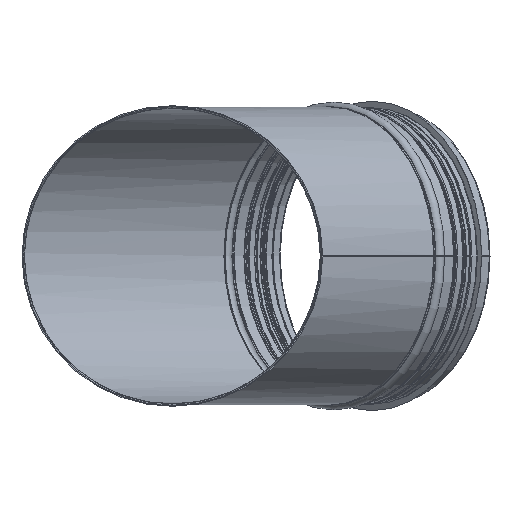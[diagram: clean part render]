
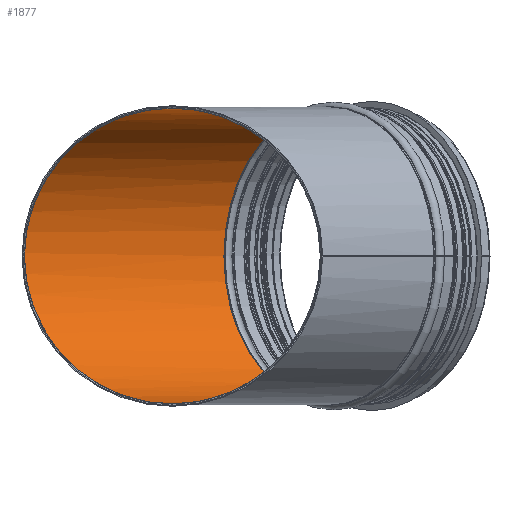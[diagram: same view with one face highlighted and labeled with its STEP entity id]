
A CAD part, front view. The second image highlights one B-rep face of the part: STEP entity #1877.
In plain terms, the highlighted cylindrical face has radius 157.5 mm (diameter 315 mm), a partial arc.
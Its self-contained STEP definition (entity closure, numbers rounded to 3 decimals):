
#110=CYLINDRICAL_SURFACE('',#2099,157.5);
#206=CIRCLE('',#2098,157.5);
#249=ELLIPSE('',#1973,170.477,157.5);
#335=FACE_OUTER_BOUND('',#463,.T.);
#463=EDGE_LOOP('',(#1462,#1463,#1464,#1465));
#592=LINE('',#3062,#704);
#632=LINE('',#3225,#744);
#704=VECTOR('',#2444,170.933);
#744=VECTOR('',#2648,170.933);
#777=VERTEX_POINT('',#2934);
#778=VERTEX_POINT('',#2936);
#819=VERTEX_POINT('',#3058);
#820=VERTEX_POINT('',#3064);
#932=EDGE_CURVE('',#778,#777,#249,.T.);
#995=EDGE_CURVE('',#819,#778,#592,.T.);
#1076=EDGE_CURVE('',#820,#819,#206,.T.);
#1077=EDGE_CURVE('',#820,#777,#632,.T.);
#1462=ORIENTED_EDGE('',*,*,#932,.T.);
#1463=ORIENTED_EDGE('',*,*,#1077,.F.);
#1464=ORIENTED_EDGE('',*,*,#1076,.T.);
#1465=ORIENTED_EDGE('',*,*,#995,.T.);
#1877=ADVANCED_FACE('',(#335),#110,.F.);
#1973=AXIS2_PLACEMENT_3D('',#2937,#2315,#2316);
#2098=AXIS2_PLACEMENT_3D('',#3223,#2644,#2645);
#2099=AXIS2_PLACEMENT_3D('',#3224,#2646,#2647);
#2315=DIRECTION('center_axis',(-0.383,0.924,0.));
#2316=DIRECTION('ref_axis',(-0.924,-0.383,0.));
#2444=DIRECTION('',(0.,1.,0.));
#2644=DIRECTION('center_axis',(0.,-1.,0.));
#2645=DIRECTION('ref_axis',(-1.,0.,0.));
#2646=DIRECTION('center_axis',(0.,-1.,0.));
#2647=DIRECTION('ref_axis',(-1.,0.,0.));
#2648=DIRECTION('',(0.,1.,0.));
#2934=CARTESIAN_POINT('',(-157.5,254.761,0.));
#2936=CARTESIAN_POINT('',(-157.5,254.761,0.275));
#2937=CARTESIAN_POINT('Origin',(0.,320.,0.));
#3058=CARTESIAN_POINT('',(-157.5,83.828,0.275));
#3062=CARTESIAN_POINT('',(-157.5,83.828,0.275));
#3064=CARTESIAN_POINT('',(-157.5,83.828,0.));
#3223=CARTESIAN_POINT('Origin',(0.,83.828,0.));
#3224=CARTESIAN_POINT('Origin',(0.,279.143,0.));
#3225=CARTESIAN_POINT('',(-157.5,83.828,0.));
